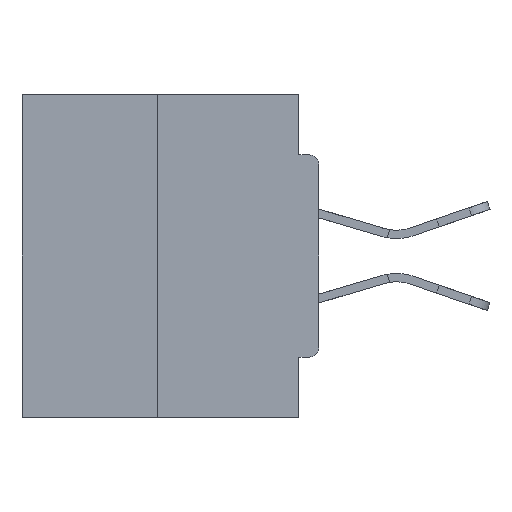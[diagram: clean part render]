
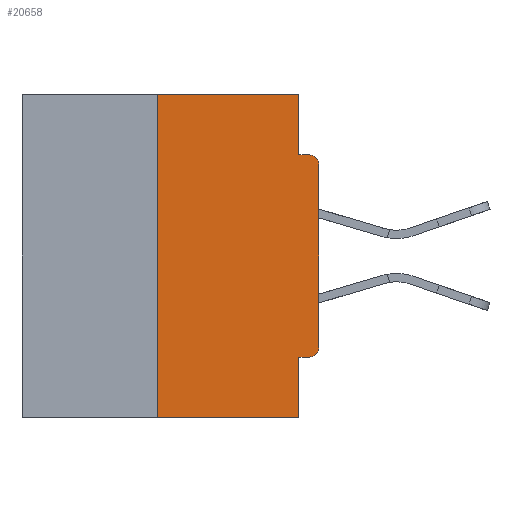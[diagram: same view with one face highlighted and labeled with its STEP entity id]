
A CAD part, left-side view. The second image highlights one B-rep face of the part: STEP entity #20658.
In plain terms, the highlighted planar face has unit normal (-1, 0, 0).
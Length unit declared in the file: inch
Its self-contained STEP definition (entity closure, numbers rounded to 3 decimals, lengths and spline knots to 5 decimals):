
#374 = CIRCLE ( 'NONE', #23613, 0.015 ) ;
#677 = ORIENTED_EDGE ( 'NONE', *, *, #14884, .F. ) ;
#768 = LINE ( 'NONE', #16716, #20927 ) ;
#912 = VECTOR ( 'NONE', #5267, 39.37008 ) ;
#1199 = DIRECTION ( 'NONE',  ( 1., 0., 0. ) ) ;
#1664 = VERTEX_POINT ( 'NONE', #31728 ) ;
#2211 = ORIENTED_EDGE ( 'NONE', *, *, #27318, .F. ) ;
#2720 = VERTEX_POINT ( 'NONE', #29710 ) ;
#2928 = VECTOR ( 'NONE', #18494, 39.37008 ) ;
#3874 = DIRECTION ( 'NONE',  ( 0., 0., -1. ) ) ;
#3941 = DIRECTION ( 'NONE',  ( 0., 0., -1. ) ) ;
#4900 = CARTESIAN_POINT ( 'NONE',  ( 0., 0.031, 0. ) ) ;
#5127 = CARTESIAN_POINT ( 'NONE',  ( 0., 0.015, -0.3915 ) ) ;
#5267 = DIRECTION ( 'NONE',  ( 0., 1., 0. ) ) ;
#6185 = VECTOR ( 'NONE', #3941, 39.37008 ) ;
#6337 = AXIS2_PLACEMENT_3D ( 'NONE', #5127, #18186, #31832 ) ;
#6482 = CARTESIAN_POINT ( 'NONE',  ( 0., 0.25, 0. ) ) ;
#6943 = ORIENTED_EDGE ( 'NONE', *, *, #15809, .T. ) ;
#8000 = CARTESIAN_POINT ( 'NONE',  ( 0., 0.46, -0.5 ) ) ;
#8365 = ORIENTED_EDGE ( 'NONE', *, *, #26665, .T. ) ;
#9048 = CARTESIAN_POINT ( 'NONE',  ( 0., 0.25, 0. ) ) ;
#9705 = AXIS2_PLACEMENT_3D ( 'NONE', #17218, #1199, #3874 ) ;
#10009 = LINE ( 'NONE', #4900, #2928 ) ;
#10105 = CARTESIAN_POINT ( 'NONE',  ( 0., 0.031, -0.5 ) ) ;
#10530 = CARTESIAN_POINT ( 'NONE',  ( 0., 0., -0.4065 ) ) ;
#10964 = EDGE_CURVE ( 'NONE', #21766, #15274, #10009, .T. ) ;
#11532 = EDGE_LOOP ( 'NONE', ( #2211, #26858, #13822, #29461, #32598, #25772, #6943, #8365, #677, #18858 ) ) ;
#13055 = EDGE_CURVE ( 'NONE', #2720, #34572, #14646, .T. ) ;
#13243 = VERTEX_POINT ( 'NONE', #32785 ) ;
#13822 = ORIENTED_EDGE ( 'NONE', *, *, #25589, .T. ) ;
#14035 = VERTEX_POINT ( 'NONE', #24863 ) ;
#14041 = EDGE_CURVE ( 'NONE', #13243, #17107, #34760, .T. ) ;
#14646 = CIRCLE ( 'NONE', #6337, 0.015 ) ;
#14884 = EDGE_CURVE ( 'NONE', #15274, #33270, #17008, .T. ) ;
#14894 = DIRECTION ( 'NONE',  ( 0., 0., -1. ) ) ;
#15274 = VERTEX_POINT ( 'NONE', #31026 ) ;
#15510 = CARTESIAN_POINT ( 'NONE',  ( 0., 0.031, -0.5 ) ) ;
#15809 = EDGE_CURVE ( 'NONE', #34572, #14035, #32539, .T. ) ;
#16633 = FACE_OUTER_BOUND ( 'NONE', #11532, .T. ) ;
#16716 = CARTESIAN_POINT ( 'NONE',  ( 0., 0.46, 0. ) ) ;
#17008 = LINE ( 'NONE', #23802, #22562 ) ;
#17107 = VERTEX_POINT ( 'NONE', #15510 ) ;
#17218 = CARTESIAN_POINT ( 'NONE',  ( 0., 0.46, 0. ) ) ;
#18186 = DIRECTION ( 'NONE',  ( -1., 0., 0. ) ) ;
#18494 = DIRECTION ( 'NONE',  ( 0., 0., -1. ) ) ;
#18808 = DIRECTION ( 'NONE',  ( 0., -1., 0. ) ) ;
#18858 = ORIENTED_EDGE ( 'NONE', *, *, #10964, .F. ) ;
#19034 = LINE ( 'NONE', #6482, #21150 ) ;
#19061 = CARTESIAN_POINT ( 'NONE',  ( 0., 0., -0.3915 ) ) ;
#19763 = LINE ( 'NONE', #8000, #31976 ) ;
#20027 = CARTESIAN_POINT ( 'NONE',  ( 0., 0., 0. ) ) ;
#20658 = ADVANCED_FACE ( 'NONE', ( #16633 ), #25259, .F. ) ;
#20927 = VECTOR ( 'NONE', #24650, 39.37008 ) ;
#21150 = VECTOR ( 'NONE', #22972, 39.37008 ) ;
#21432 = CARTESIAN_POINT ( 'NONE',  ( 0., 0.031, 0. ) ) ;
#21766 = VERTEX_POINT ( 'NONE', #21432 ) ;
#22562 = VECTOR ( 'NONE', #18808, 39.37008 ) ;
#22972 = DIRECTION ( 'NONE',  ( 0., 0., 1. ) ) ;
#23075 = CARTESIAN_POINT ( 'NONE',  ( 0., 0.015, -0.1085 ) ) ;
#23613 = AXIS2_PLACEMENT_3D ( 'NONE', #23075, #25633, #14894 ) ;
#23802 = CARTESIAN_POINT ( 'NONE',  ( 0., 0., -0.0935 ) ) ;
#24281 = EDGE_CURVE ( 'NONE', #2720, #13243, #24855, .T. ) ;
#24650 = DIRECTION ( 'NONE',  ( 0., -1., 0. ) ) ;
#24855 = LINE ( 'NONE', #10530, #912 ) ;
#24863 = CARTESIAN_POINT ( 'NONE',  ( 0., 0., -0.1085 ) ) ;
#25259 = PLANE ( 'NONE',  #9705 ) ;
#25589 = EDGE_CURVE ( 'NONE', #1664, #17107, #19763, .T. ) ;
#25633 = DIRECTION ( 'NONE',  ( -1., 0., 0. ) ) ;
#25772 = ORIENTED_EDGE ( 'NONE', *, *, #13055, .T. ) ;
#26484 = VERTEX_POINT ( 'NONE', #9048 ) ;
#26665 = EDGE_CURVE ( 'NONE', #14035, #33270, #374, .T. ) ;
#26858 = ORIENTED_EDGE ( 'NONE', *, *, #29807, .F. ) ;
#27318 = EDGE_CURVE ( 'NONE', #26484, #21766, #768, .T. ) ;
#27851 = CARTESIAN_POINT ( 'NONE',  ( 0., 0.015, -0.0935 ) ) ;
#29461 = ORIENTED_EDGE ( 'NONE', *, *, #14041, .F. ) ;
#29710 = CARTESIAN_POINT ( 'NONE',  ( 0., 0.015, -0.4065 ) ) ;
#29807 = EDGE_CURVE ( 'NONE', #1664, #26484, #19034, .T. ) ;
#31026 = CARTESIAN_POINT ( 'NONE',  ( 0., 0.031, -0.0935 ) ) ;
#31728 = CARTESIAN_POINT ( 'NONE',  ( 0., 0.25, -0.5 ) ) ;
#31832 = DIRECTION ( 'NONE',  ( 0., 0., -1. ) ) ;
#31976 = VECTOR ( 'NONE', #33332, 39.37008 ) ;
#32539 = LINE ( 'NONE', #20027, #33765 ) ;
#32598 = ORIENTED_EDGE ( 'NONE', *, *, #24281, .F. ) ;
#32785 = CARTESIAN_POINT ( 'NONE',  ( 0., 0.031, -0.4065 ) ) ;
#33270 = VERTEX_POINT ( 'NONE', #27851 ) ;
#33332 = DIRECTION ( 'NONE',  ( 0., -1., 0. ) ) ;
#33765 = VECTOR ( 'NONE', #33979, 39.37008 ) ;
#33979 = DIRECTION ( 'NONE',  ( 0., 0., 1. ) ) ;
#34572 = VERTEX_POINT ( 'NONE', #19061 ) ;
#34760 = LINE ( 'NONE', #10105, #6185 ) ;
